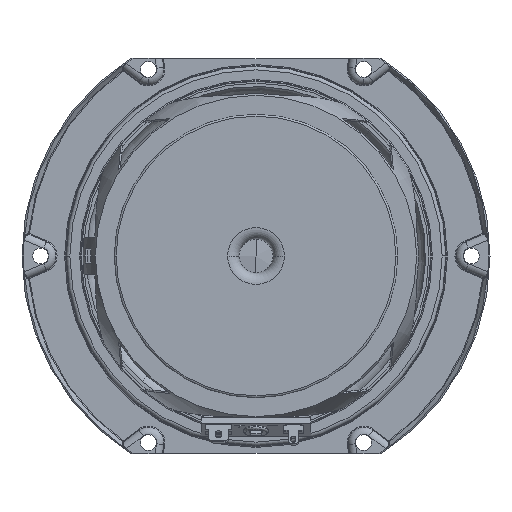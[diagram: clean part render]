
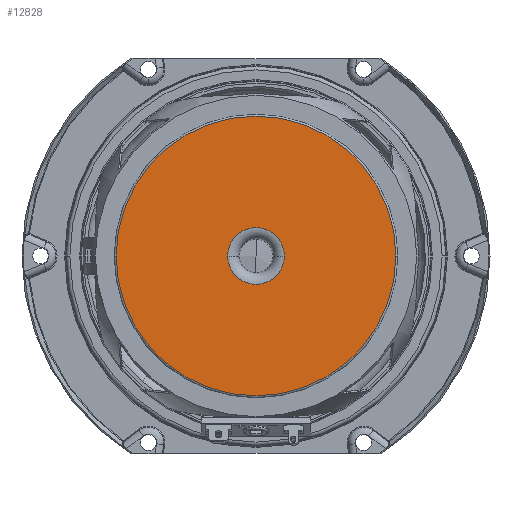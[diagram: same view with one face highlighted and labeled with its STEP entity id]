
A CAD part, front view. The second image highlights one B-rep face of the part: STEP entity #12828.
In plain terms, the highlighted face is planar.
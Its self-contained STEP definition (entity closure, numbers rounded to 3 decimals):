
#170 = AXIS2_PLACEMENT_3D ( 'NONE', #5273, #9292, #20588 ) ;
#1297 = DIRECTION ( 'NONE',  ( 1., 0., 0. ) ) ;
#1516 = DIRECTION ( 'NONE',  ( 1., 0., 0. ) ) ;
#1805 = FACE_BOUND ( 'NONE', #7091, .T. ) ;
#3803 = CARTESIAN_POINT ( 'NONE',  ( 37., 0., 0. ) ) ;
#4112 = EDGE_CURVE ( 'NONE', #6068, #13634, #10004, .T. ) ;
#4210 = DIRECTION ( 'NONE',  ( 1., 0., 0. ) ) ;
#4716 = CARTESIAN_POINT ( 'NONE',  ( 0., 0., 0. ) ) ;
#5025 = CIRCLE ( 'NONE', #170, 7.5 ) ;
#5216 = EDGE_LOOP ( 'NONE', ( #16411, #7879 ) ) ;
#5273 = CARTESIAN_POINT ( 'NONE',  ( 0., 0., 0. ) ) ;
#6068 = VERTEX_POINT ( 'NONE', #3803 ) ;
#6225 = CARTESIAN_POINT ( 'NONE',  ( 7.5, 0., 0. ) ) ;
#6394 = CARTESIAN_POINT ( 'NONE',  ( -7.5, 0., 0. ) ) ;
#7091 = EDGE_LOOP ( 'NONE', ( #15955, #15638 ) ) ;
#7678 = DIRECTION ( 'NONE',  ( 0., 0., -1. ) ) ;
#7879 = ORIENTED_EDGE ( 'NONE', *, *, #17224, .T. ) ;
#8398 = EDGE_CURVE ( 'NONE', #18684, #10079, #5025, .T. ) ;
#9292 = DIRECTION ( 'NONE',  ( 0., 0., 1. ) ) ;
#9366 = FACE_OUTER_BOUND ( 'NONE', #5216, .T. ) ;
#9494 = PLANE ( 'NONE',  #23736 ) ;
#10004 = CIRCLE ( 'NONE', #10382, 37. ) ;
#10079 = VERTEX_POINT ( 'NONE', #6225 ) ;
#10382 = AXIS2_PLACEMENT_3D ( 'NONE', #17251, #7678, #1516 ) ;
#10947 = DIRECTION ( 'NONE',  ( 1., 0., 0. ) ) ;
#12828 = ADVANCED_FACE ( 'NONE', ( #9366, #1805 ), #9494, .F. ) ;
#13634 = VERTEX_POINT ( 'NONE', #22215 ) ;
#14761 = DIRECTION ( 'NONE',  ( 0., 0., 1. ) ) ;
#15264 = CARTESIAN_POINT ( 'NONE',  ( 0., 0., 0. ) ) ;
#15638 = ORIENTED_EDGE ( 'NONE', *, *, #8398, .T. ) ;
#15639 = DIRECTION ( 'NONE',  ( 0., 0., 1. ) ) ;
#15955 = ORIENTED_EDGE ( 'NONE', *, *, #17649, .T. ) ;
#16411 = ORIENTED_EDGE ( 'NONE', *, *, #4112, .T. ) ;
#16980 = DIRECTION ( 'NONE',  ( 0., 0., -1. ) ) ;
#17224 = EDGE_CURVE ( 'NONE', #13634, #6068, #22433, .T. ) ;
#17243 = AXIS2_PLACEMENT_3D ( 'NONE', #20949, #16980, #10947 ) ;
#17251 = CARTESIAN_POINT ( 'NONE',  ( 0., 0., 0. ) ) ;
#17649 = EDGE_CURVE ( 'NONE', #10079, #18684, #17650, .T. ) ;
#17650 = CIRCLE ( 'NONE', #18467, 7.5 ) ;
#18467 = AXIS2_PLACEMENT_3D ( 'NONE', #4716, #14761, #1297 ) ;
#18684 = VERTEX_POINT ( 'NONE', #6394 ) ;
#20588 = DIRECTION ( 'NONE',  ( 1., 0., 0. ) ) ;
#20949 = CARTESIAN_POINT ( 'NONE',  ( 0., 0., 0. ) ) ;
#22215 = CARTESIAN_POINT ( 'NONE',  ( -37., 0., 0. ) ) ;
#22433 = CIRCLE ( 'NONE', #17243, 37. ) ;
#23736 = AXIS2_PLACEMENT_3D ( 'NONE', #15264, #15639, #4210 ) ;
